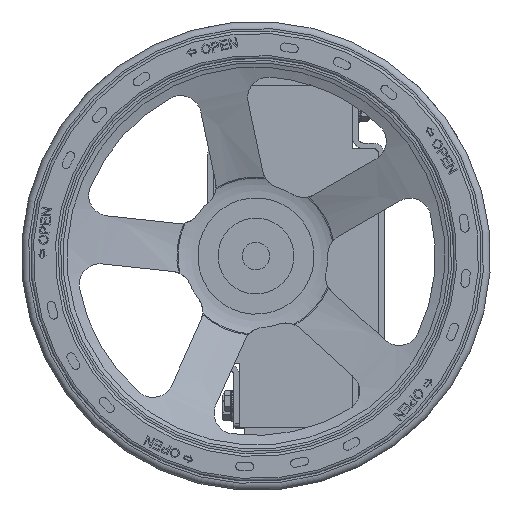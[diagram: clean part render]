
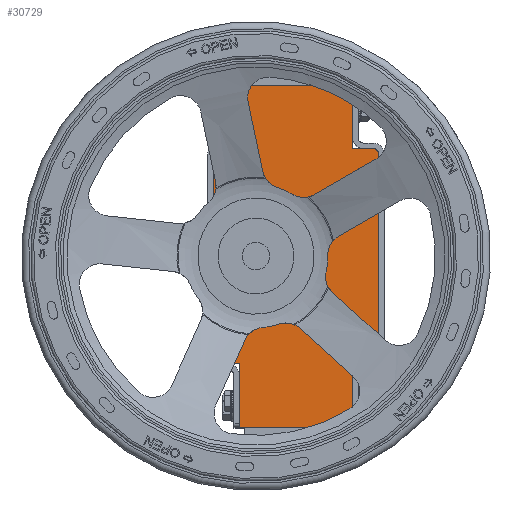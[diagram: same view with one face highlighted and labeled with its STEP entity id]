
A CAD part, top view. The second image highlights one B-rep face of the part: STEP entity #30729.
In plain terms, the highlighted planar face has unit normal (0, 0, 1).
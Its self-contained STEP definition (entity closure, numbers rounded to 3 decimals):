
#479=FACE_BOUND('',#10396,.T.);
#2509=LINE('',#49562,#5209);
#2512=LINE('',#49567,#5212);
#2514=LINE('',#49571,#5214);
#2516=LINE('',#49575,#5216);
#2518=LINE('',#49579,#5218);
#2520=LINE('',#49583,#5220);
#2522=LINE('',#49587,#5222);
#2524=LINE('',#49591,#5224);
#2526=LINE('',#49595,#5226);
#2528=LINE('',#49599,#5228);
#2530=LINE('',#49603,#5230);
#2532=LINE('',#49607,#5232);
#2534=LINE('',#49611,#5234);
#2536=LINE('',#49615,#5236);
#2538=LINE('',#49619,#5238);
#2540=LINE('',#49622,#5240);
#5209=VECTOR('',#38076,10.);
#5212=VECTOR('',#38081,10.);
#5214=VECTOR('',#38085,10.);
#5216=VECTOR('',#38089,10.);
#5218=VECTOR('',#38093,10.);
#5220=VECTOR('',#38097,10.);
#5222=VECTOR('',#38101,10.);
#5224=VECTOR('',#38105,10.);
#5226=VECTOR('',#38109,10.);
#5228=VECTOR('',#38113,10.);
#5230=VECTOR('',#38117,10.);
#5232=VECTOR('',#38121,10.);
#5234=VECTOR('',#38125,10.);
#5236=VECTOR('',#38129,10.);
#5238=VECTOR('',#38133,10.);
#5240=VECTOR('',#38137,10.);
#7167=PLANE('',#33242);
#8534=FACE_OUTER_BOUND('',#10395,.T.);
#10395=EDGE_LOOP('',(#24884,#24885,#24886,#24887,#24888,#24889,#24890,#24891,
#24892,#24893,#24894,#24895,#24896,#24897,#24898,#24899));
#10396=EDGE_LOOP('',(#24900));
#12070=CIRCLE('',#33218,10.5);
#14506=VERTEX_POINT('',#49511);
#14527=VERTEX_POINT('',#49560);
#14528=VERTEX_POINT('',#49561);
#14529=VERTEX_POINT('',#49566);
#14530=VERTEX_POINT('',#49570);
#14531=VERTEX_POINT('',#49574);
#14532=VERTEX_POINT('',#49578);
#14533=VERTEX_POINT('',#49582);
#14534=VERTEX_POINT('',#49586);
#14535=VERTEX_POINT('',#49590);
#14536=VERTEX_POINT('',#49594);
#14537=VERTEX_POINT('',#49598);
#14538=VERTEX_POINT('',#49602);
#14539=VERTEX_POINT('',#49606);
#14540=VERTEX_POINT('',#49610);
#14541=VERTEX_POINT('',#49614);
#14542=VERTEX_POINT('',#49618);
#18208=EDGE_CURVE('',#14506,#14506,#12070,.T.);
#18232=EDGE_CURVE('',#14527,#14528,#2509,.T.);
#18235=EDGE_CURVE('',#14528,#14529,#2512,.T.);
#18237=EDGE_CURVE('',#14529,#14530,#2514,.T.);
#18239=EDGE_CURVE('',#14530,#14531,#2516,.T.);
#18241=EDGE_CURVE('',#14531,#14532,#2518,.T.);
#18243=EDGE_CURVE('',#14532,#14533,#2520,.T.);
#18245=EDGE_CURVE('',#14533,#14534,#2522,.T.);
#18247=EDGE_CURVE('',#14534,#14535,#2524,.T.);
#18249=EDGE_CURVE('',#14535,#14536,#2526,.T.);
#18251=EDGE_CURVE('',#14536,#14537,#2528,.T.);
#18253=EDGE_CURVE('',#14537,#14538,#2530,.T.);
#18255=EDGE_CURVE('',#14538,#14539,#2532,.T.);
#18257=EDGE_CURVE('',#14539,#14540,#2534,.T.);
#18259=EDGE_CURVE('',#14540,#14541,#2536,.T.);
#18261=EDGE_CURVE('',#14541,#14542,#2538,.T.);
#18263=EDGE_CURVE('',#14542,#14527,#2540,.T.);
#24884=ORIENTED_EDGE('',*,*,#18232,.F.);
#24885=ORIENTED_EDGE('',*,*,#18263,.F.);
#24886=ORIENTED_EDGE('',*,*,#18261,.F.);
#24887=ORIENTED_EDGE('',*,*,#18259,.F.);
#24888=ORIENTED_EDGE('',*,*,#18257,.F.);
#24889=ORIENTED_EDGE('',*,*,#18255,.F.);
#24890=ORIENTED_EDGE('',*,*,#18253,.F.);
#24891=ORIENTED_EDGE('',*,*,#18251,.F.);
#24892=ORIENTED_EDGE('',*,*,#18249,.F.);
#24893=ORIENTED_EDGE('',*,*,#18247,.F.);
#24894=ORIENTED_EDGE('',*,*,#18245,.F.);
#24895=ORIENTED_EDGE('',*,*,#18243,.F.);
#24896=ORIENTED_EDGE('',*,*,#18241,.F.);
#24897=ORIENTED_EDGE('',*,*,#18239,.F.);
#24898=ORIENTED_EDGE('',*,*,#18237,.F.);
#24899=ORIENTED_EDGE('',*,*,#18235,.F.);
#24900=ORIENTED_EDGE('',*,*,#18208,.T.);
#30729=ADVANCED_FACE('',(#8534,#479),#7167,.T.);
#33218=AXIS2_PLACEMENT_3D('',#49512,#38039,#38040);
#33242=AXIS2_PLACEMENT_3D('',#49623,#38138,#38139);
#38039=DIRECTION('center_axis',(0.,0.,-1.));
#38040=DIRECTION('ref_axis',(-1.,0.,0.));
#38076=DIRECTION('',(-0.707,-0.707,0.));
#38081=DIRECTION('',(-1.,0.,0.));
#38085=DIRECTION('',(-0.707,0.707,0.));
#38089=DIRECTION('',(0.,1.,0.));
#38093=DIRECTION('',(-1.,0.,0.));
#38097=DIRECTION('',(0.,1.,0.));
#38101=DIRECTION('',(1.,0.,0.));
#38105=DIRECTION('',(0.,1.,0.));
#38109=DIRECTION('',(0.707,0.707,0.));
#38113=DIRECTION('',(1.,0.,0.));
#38117=DIRECTION('',(0.707,-0.707,0.));
#38121=DIRECTION('',(0.,-1.,0.));
#38125=DIRECTION('',(1.,0.,0.));
#38129=DIRECTION('',(0.,-1.,0.));
#38133=DIRECTION('',(-1.,0.,0.));
#38137=DIRECTION('',(0.,-1.,0.));
#38138=DIRECTION('center_axis',(0.,0.,1.));
#38139=DIRECTION('ref_axis',(1.,0.,0.));
#49511=CARTESIAN_POINT('',(10.5,29.,12.5));
#49512=CARTESIAN_POINT('Origin',(0.,29.,12.5));
#49560=CARTESIAN_POINT('',(78.,-57.,12.5));
#49561=CARTESIAN_POINT('',(75.,-60.,12.5));
#49562=CARTESIAN_POINT('',(78.,-57.,12.5));
#49566=CARTESIAN_POINT('',(-75.,-60.,12.5));
#49567=CARTESIAN_POINT('',(75.,-60.,12.5));
#49570=CARTESIAN_POINT('',(-78.,-57.,12.5));
#49571=CARTESIAN_POINT('',(-75.,-60.,12.5));
#49574=CARTESIAN_POINT('',(-78.,-41.,12.5));
#49575=CARTESIAN_POINT('',(-78.,-57.,12.5));
#49578=CARTESIAN_POINT('',(-124.,-41.,12.5));
#49579=CARTESIAN_POINT('',(-78.,-41.,12.5));
#49582=CARTESIAN_POINT('',(-124.,41.,12.5));
#49583=CARTESIAN_POINT('',(-124.,-41.,12.5));
#49586=CARTESIAN_POINT('',(-78.,41.,12.5));
#49587=CARTESIAN_POINT('',(-124.,41.,12.5));
#49590=CARTESIAN_POINT('',(-78.,57.,12.5));
#49591=CARTESIAN_POINT('',(-78.,41.,12.5));
#49594=CARTESIAN_POINT('',(-75.,60.,12.5));
#49595=CARTESIAN_POINT('',(-78.,57.,12.5));
#49598=CARTESIAN_POINT('',(75.,60.,12.5));
#49599=CARTESIAN_POINT('',(-75.,60.,12.5));
#49602=CARTESIAN_POINT('',(78.,57.,12.5));
#49603=CARTESIAN_POINT('',(75.,60.,12.5));
#49606=CARTESIAN_POINT('',(78.,41.,12.5));
#49607=CARTESIAN_POINT('',(78.,57.,12.5));
#49610=CARTESIAN_POINT('',(124.,41.,12.5));
#49611=CARTESIAN_POINT('',(78.,41.,12.5));
#49614=CARTESIAN_POINT('',(124.,-41.,12.5));
#49615=CARTESIAN_POINT('',(124.,41.,12.5));
#49618=CARTESIAN_POINT('',(78.,-41.,12.5));
#49619=CARTESIAN_POINT('',(124.,-41.,12.5));
#49622=CARTESIAN_POINT('',(78.,-41.,12.5));
#49623=CARTESIAN_POINT('Origin',(0.,0.,
12.5));
